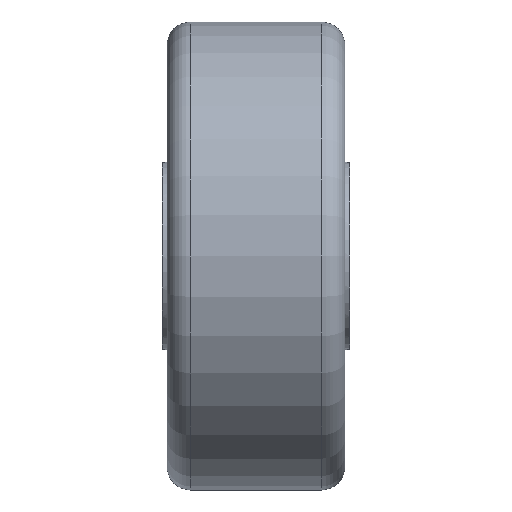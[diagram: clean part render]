
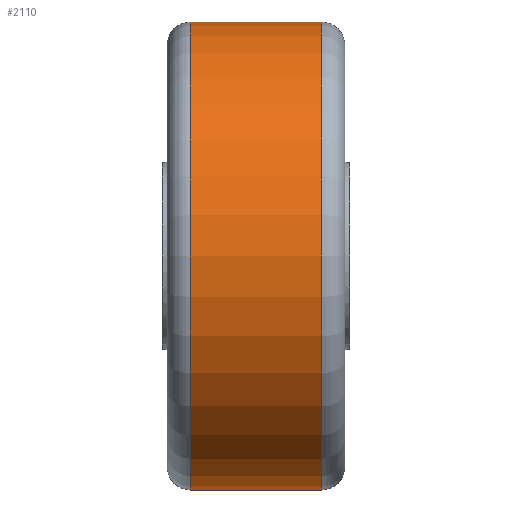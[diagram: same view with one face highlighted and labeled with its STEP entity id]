
A CAD part, front view. The second image highlights one B-rep face of the part: STEP entity #2110.
In plain terms, the highlighted cylindrical face has radius 50 mm (diameter 100 mm), a partial arc.
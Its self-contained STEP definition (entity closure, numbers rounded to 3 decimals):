
#170 = DIRECTION ( 'NONE',  ( -1., 0., 0. ) ) ;
#174 = VERTEX_POINT ( 'NONE', #3708 ) ;
#178 = EDGE_CURVE ( 'NONE', #348, #423, #3072, .T. ) ;
#196 = LINE ( 'NONE', #2851, #2504 ) ;
#285 = AXIS2_PLACEMENT_3D ( 'NONE', #723, #312, #2527 ) ;
#312 = DIRECTION ( 'NONE',  ( -1., 0., 0. ) ) ;
#348 = VERTEX_POINT ( 'NONE', #2880 ) ;
#361 = CARTESIAN_POINT ( 'NONE',  ( -14., 0., -50. ) ) ;
#423 = VERTEX_POINT ( 'NONE', #361 ) ;
#463 = EDGE_CURVE ( 'NONE', #174, #423, #5708, .T. ) ;
#481 = DIRECTION ( 'NONE',  ( 0., 0., 1. ) ) ;
#533 = DIRECTION ( 'NONE',  ( -1., 0., 0. ) ) ;
#723 = CARTESIAN_POINT ( 'NONE',  ( 14., 0., 0. ) ) ;
#899 = DIRECTION ( 'NONE',  ( 0., 0., -1. ) ) ;
#1287 = ORIENTED_EDGE ( 'NONE', *, *, #5307, .T. ) ;
#1346 = ORIENTED_EDGE ( 'NONE', *, *, #463, .F. ) ;
#1349 = EDGE_LOOP ( 'NONE', ( #1346, #5488, #1287, #1911 ) ) ;
#1386 = CARTESIAN_POINT ( 'NONE',  ( 14., 0., 50. ) ) ;
#1911 = ORIENTED_EDGE ( 'NONE', *, *, #178, .T. ) ;
#1953 = VECTOR ( 'NONE', #4794, 1000. ) ;
#2110 = ADVANCED_FACE ( 'NONE', ( #4054 ), #4887, .T. ) ;
#2173 = CARTESIAN_POINT ( 'NONE',  ( -40.585, 0., -50. ) ) ;
#2504 = VECTOR ( 'NONE', #170, 1000. ) ;
#2527 = DIRECTION ( 'NONE',  ( 0., 0., 1. ) ) ;
#2687 = CIRCLE ( 'NONE', #285, 50. ) ;
#2773 = CARTESIAN_POINT ( 'NONE',  ( -14., 0., 0. ) ) ;
#2851 = CARTESIAN_POINT ( 'NONE',  ( -40.585, 0., 50. ) ) ;
#2880 = CARTESIAN_POINT ( 'NONE',  ( -14., 0., 50. ) ) ;
#3072 = CIRCLE ( 'NONE', #3524, 50. ) ;
#3524 = AXIS2_PLACEMENT_3D ( 'NONE', #2773, #5400, #899 ) ;
#3708 = CARTESIAN_POINT ( 'NONE',  ( 14., 0., -50. ) ) ;
#4028 = AXIS2_PLACEMENT_3D ( 'NONE', #4493, #533, #481 ) ;
#4054 = FACE_OUTER_BOUND ( 'NONE', #1349, .T. ) ;
#4177 = EDGE_CURVE ( 'NONE', #174, #4333, #2687, .T. ) ;
#4333 = VERTEX_POINT ( 'NONE', #1386 ) ;
#4493 = CARTESIAN_POINT ( 'NONE',  ( -40.585, 0., 0. ) ) ;
#4794 = DIRECTION ( 'NONE',  ( -1., 0., 0. ) ) ;
#4887 = CYLINDRICAL_SURFACE ( 'NONE', #4028, 50. ) ;
#5307 = EDGE_CURVE ( 'NONE', #4333, #348, #196, .T. ) ;
#5400 = DIRECTION ( 'NONE',  ( 1., 0., 0. ) ) ;
#5488 = ORIENTED_EDGE ( 'NONE', *, *, #4177, .T. ) ;
#5708 = LINE ( 'NONE', #2173, #1953 ) ;
